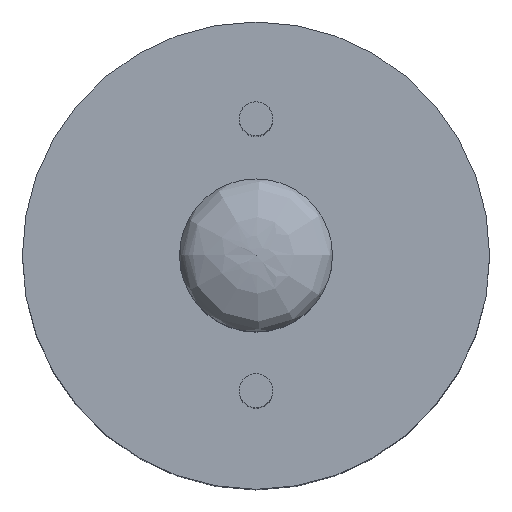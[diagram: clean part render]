
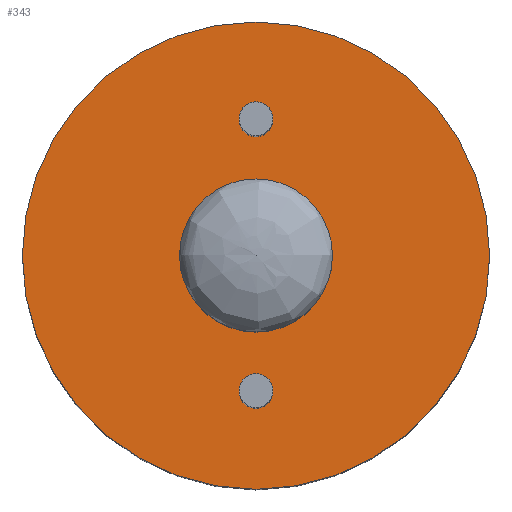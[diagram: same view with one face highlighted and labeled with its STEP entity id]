
A CAD part, top view. The second image highlights one B-rep face of the part: STEP entity #343.
In plain terms, the highlighted planar face has unit normal (0, 0, -1).
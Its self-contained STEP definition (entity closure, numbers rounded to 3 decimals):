
#302=CARTESIAN_POINT('',(4.5,-0.,36.5));
#303=VERTEX_POINT('',#302);
#313=CARTESIAN_POINT('',(0.,0.,36.5));
#314=DIRECTION('',(0.,0.,1.));
#315=DIRECTION('',(1.,0.,-0.));
#316=AXIS2_PLACEMENT_3D('',#313,#314,#315);
#317=CIRCLE('',#316,4.5);
#318=EDGE_CURVE('',#303,#303,#317,.T.);
#324=CARTESIAN_POINT('',(-13.75,0.,36.5));
#325=DIRECTION('',(0.,0.,-1.));
#326=DIRECTION('',(-1.,0.,0.));
#327=AXIS2_PLACEMENT_3D('',#324,#325,#326);
#328=PLANE('',#327);
#329=ORIENTED_EDGE('',*,*,#318,.T.);
#330=EDGE_LOOP('',(#329));
#331=FACE_BOUND('',#330,.T.);
#332=CARTESIAN_POINT('',(13.75,-0.,36.5));
#333=VERTEX_POINT('',#332);
#334=CARTESIAN_POINT('',(0.,0.,36.5));
#335=DIRECTION('',(0.,0.,1.));
#336=DIRECTION('',(1.,0.,-0.));
#337=AXIS2_PLACEMENT_3D('',#334,#335,#336);
#338=CIRCLE('',#337,13.75);
#339=EDGE_CURVE('',#333,#333,#338,.T.);
#340=ORIENTED_EDGE('',*,*,#339,.F.);
#341=EDGE_LOOP('',(#340));
#342=FACE_BOUND('',#341,.T.);
#343=ADVANCED_FACE('',(#331,#342),#328,.T.);
